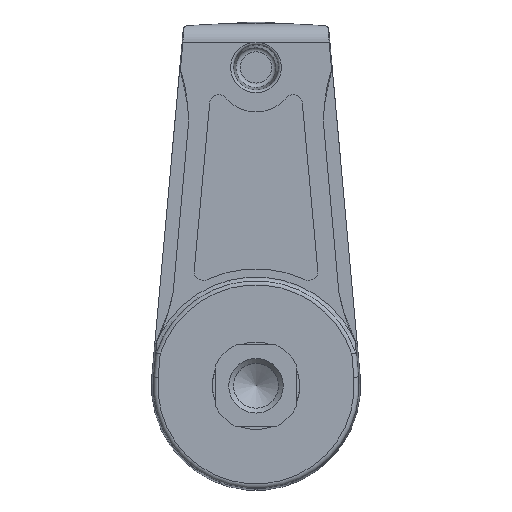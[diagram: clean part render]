
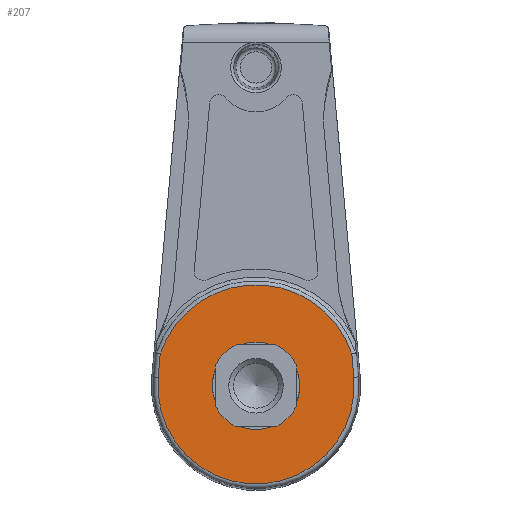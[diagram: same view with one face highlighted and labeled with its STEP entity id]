
A CAD part, front view. The second image highlights one B-rep face of the part: STEP entity #207.
In plain terms, the highlighted planar face has unit normal (0, -1, 0).
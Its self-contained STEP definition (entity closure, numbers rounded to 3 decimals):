
#207 = ADVANCED_FACE( '', ( #477, #478 ), #479, .F. );
#477 = FACE_BOUND( '', #813, .T. );
#478 = FACE_OUTER_BOUND( '', #814, .T. );
#479 = PLANE( '', #815 );
#813 = EDGE_LOOP( '', ( #1364 ) );
#814 = EDGE_LOOP( '', ( #1365, #1366, #1367, #1368 ) );
#815 = AXIS2_PLACEMENT_3D( '', #1369, #1370, #1371 );
#1364 = ORIENTED_EDGE( '', *, *, #2160, .F. );
#1365 = ORIENTED_EDGE( '', *, *, #2161, .F. );
#1366 = ORIENTED_EDGE( '', *, *, #2126, .F. );
#1367 = ORIENTED_EDGE( '', *, *, #2037, .T. );
#1368 = ORIENTED_EDGE( '', *, *, #2000, .T. );
#1369 = CARTESIAN_POINT( '', ( 0., 1.8, 0. ) );
#1370 = DIRECTION( '', ( 0., 1., 0. ) );
#1371 = DIRECTION( '', ( 0., 0., 1. ) );
#2000 = EDGE_CURVE( '', #2391, #2389, #2392, .T. );
#2037 = EDGE_CURVE( '', #2449, #2391, #2454, .T. );
#2126 = EDGE_CURVE( '', #2449, #2596, #2597, .T. );
#2160 = EDGE_CURVE( '', #2649, #2649, #2650, .F. );
#2161 = EDGE_CURVE( '', #2596, #2389, #2651, .T. );
#2389 = VERTEX_POINT( '', #2942 );
#2391 = VERTEX_POINT( '', #2944 );
#2392 = CIRCLE( '', #2945, 10.8 );
#2449 = VERTEX_POINT( '', #3028 );
#2454 = LINE( '', #3050, #3051 );
#2596 = VERTEX_POINT( '', #3294 );
#2597 = CIRCLE( '', #3295, 11.1 );
#2649 = VERTEX_POINT( '', #3364 );
#2650 = CIRCLE( '', #3365, 4.8 );
#2651 = LINE( '', #3366, #3367 );
#2942 = CARTESIAN_POINT( '', ( 10.759, 1.8, 0.939 ) );
#2944 = CARTESIAN_POINT( '', ( -10.759, 1.8, 0.939 ) );
#2945 = AXIS2_PLACEMENT_3D( '', #3781, #3782, #3783 );
#3028 = CARTESIAN_POINT( '', ( -10.536, 1.8, 3.493 ) );
#3050 = CARTESIAN_POINT( '', ( -6.411, 1.8, 50.75 ) );
#3051 = VECTOR( '', #3820, 1000. );
#3294 = CARTESIAN_POINT( '', ( 10.536, 1.8, 3.493 ) );
#3295 = AXIS2_PLACEMENT_3D( '', #3924, #3925, #3926 );
#3364 = CARTESIAN_POINT( '', ( 0., 1.8, 4.8 ) );
#3365 = AXIS2_PLACEMENT_3D( '', #3981, #3982, #3983 );
#3366 = CARTESIAN_POINT( '', ( 6.411, 1.8, 50.75 ) );
#3367 = VECTOR( '', #3984, 1000. );
#3781 = CARTESIAN_POINT( '', ( 0., 1.8, 0. ) );
#3782 = DIRECTION( '', ( 0., -1., 0. ) );
#3783 = DIRECTION( '', ( 0., 0., -1. ) );
#3820 = DIRECTION( '', ( -0.087, 0., -0.996 ) );
#3924 = CARTESIAN_POINT( '', ( 0., 1.8, 0. ) );
#3925 = DIRECTION( '', ( 0., 1., 0. ) );
#3926 = DIRECTION( '', ( 0., 0., 1. ) );
#3981 = CARTESIAN_POINT( '', ( 0., 1.8, 0. ) );
#3982 = DIRECTION( '', ( 0., 1., 0. ) );
#3983 = DIRECTION( '', ( 0., 0., 1. ) );
#3984 = DIRECTION( '', ( 0.087, 0., -0.996 ) );
